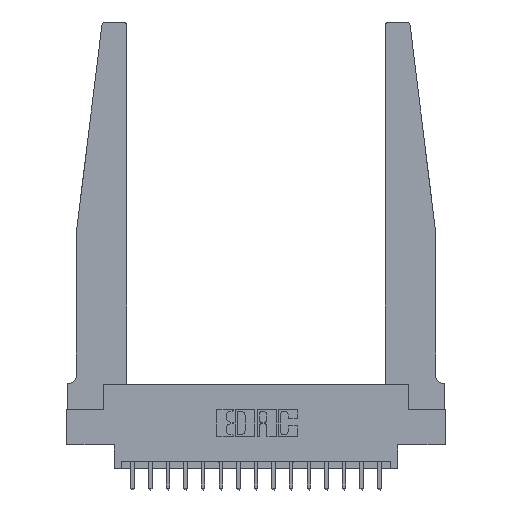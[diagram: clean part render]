
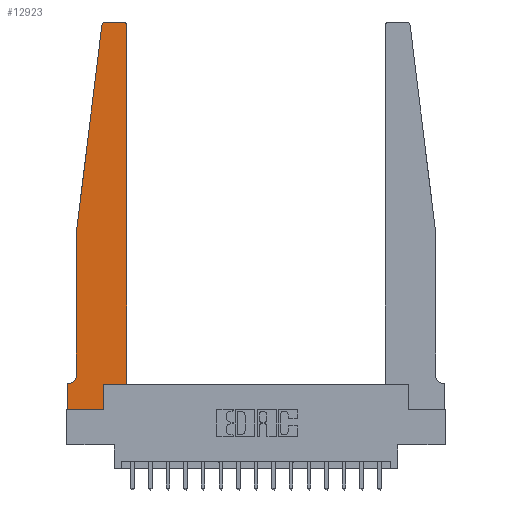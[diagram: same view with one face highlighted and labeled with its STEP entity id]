
A CAD part, top view. The second image highlights one B-rep face of the part: STEP entity #12923.
In plain terms, the highlighted planar face has unit normal (0, 0, 1).
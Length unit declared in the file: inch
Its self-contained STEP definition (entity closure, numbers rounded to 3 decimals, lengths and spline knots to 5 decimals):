
#164 = VERTEX_POINT ( 'NONE', #7007 ) ;
#246 = DIRECTION ( 'NONE',  ( 1., 0., 0. ) ) ;
#559 = EDGE_CURVE ( 'NONE', #1543, #8395, #5465, .T. ) ;
#788 = EDGE_CURVE ( 'NONE', #18676, #18419, #12371, .T. ) ;
#1263 = LINE ( 'NONE', #4300, #14106 ) ;
#1387 = CARTESIAN_POINT ( 'NONE',  ( 0.015, 0.1875, 0.37 ) ) ;
#1543 = VERTEX_POINT ( 'NONE', #11770 ) ;
#1787 = CARTESIAN_POINT ( 'NONE',  ( 0.2605, 0., 0.37 ) ) ;
#1855 = VECTOR ( 'NONE', #6884, 39.37008 ) ;
#1929 = EDGE_CURVE ( 'NONE', #18419, #8552, #7180, .T. ) ;
#1998 = EDGE_CURVE ( 'NONE', #13865, #18676, #15634, .T. ) ;
#2009 = CARTESIAN_POINT ( 'NONE',  ( 0.395, 2.72, 0.37 ) ) ;
#2066 = ORIENTED_EDGE ( 'NONE', *, *, #559, .T. ) ;
#2083 = DIRECTION ( 'NONE',  ( 1., 0., 0. ) ) ;
#2244 = VECTOR ( 'NONE', #11070, 39.37008 ) ;
#2289 = DIRECTION ( 'NONE',  ( 1., 0., 0. ) ) ;
#2667 = AXIS2_PLACEMENT_3D ( 'NONE', #11952, #16228, #4722 ) ;
#2941 = CARTESIAN_POINT ( 'NONE',  ( 0.065, 0.1875, 0.37 ) ) ;
#3875 = CARTESIAN_POINT ( 'NONE',  ( 0., 0.1875, 0.37 ) ) ;
#4300 = CARTESIAN_POINT ( 'NONE',  ( 0.065, 1.25, 0.37 ) ) ;
#4302 = CARTESIAN_POINT ( 'NONE',  ( 0.065, 0.2375, 0.37 ) ) ;
#4395 = VECTOR ( 'NONE', #2289, 39.37008 ) ;
#4572 = CARTESIAN_POINT ( 'NONE',  ( 0.27653, 2.72, 0.37 ) ) ;
#4625 = LINE ( 'NONE', #13296, #12544 ) ;
#4722 = DIRECTION ( 'NONE',  ( -1., 0., 0. ) ) ;
#4787 = ORIENTED_EDGE ( 'NONE', *, *, #16401, .T. ) ;
#5088 = ORIENTED_EDGE ( 'NONE', *, *, #1998, .T. ) ;
#5198 = VECTOR ( 'NONE', #8614, 39.37008 ) ;
#5269 = CARTESIAN_POINT ( 'NONE',  ( 0.25, 2.75, 0.37 ) ) ;
#5465 = LINE ( 'NONE', #11258, #10761 ) ;
#6251 = CARTESIAN_POINT ( 'NONE',  ( 0.425, 2.72, 0.37 ) ) ;
#6354 = VERTEX_POINT ( 'NONE', #11308 ) ;
#6376 = FACE_OUTER_BOUND ( 'NONE', #16832, .T. ) ;
#6390 = DIRECTION ( 'NONE',  ( 0., 0., 1. ) ) ;
#6816 = CARTESIAN_POINT ( 'NONE',  ( 0.27653, 2.75, 0.37 ) ) ;
#6884 = DIRECTION ( 'NONE',  ( -0.122, -0.992, 0. ) ) ;
#7007 = CARTESIAN_POINT ( 'NONE',  ( 0.065, 1.25, 0.37 ) ) ;
#7100 = EDGE_CURVE ( 'NONE', #17739, #16013, #12089, .T. ) ;
#7180 = LINE ( 'NONE', #15531, #10375 ) ;
#7548 = AXIS2_PLACEMENT_3D ( 'NONE', #4572, #13050, #11727 ) ;
#7840 = CIRCLE ( 'NONE', #7548, 0.03 ) ;
#7910 = ORIENTED_EDGE ( 'NONE', *, *, #7100, .T. ) ;
#7987 = EDGE_CURVE ( 'NONE', #18713, #6354, #7840, .T. ) ;
#8395 = VERTEX_POINT ( 'NONE', #6251 ) ;
#8552 = VERTEX_POINT ( 'NONE', #11263 ) ;
#8614 = DIRECTION ( 'NONE',  ( 0., -1., 0. ) ) ;
#8678 = DIRECTION ( 'NONE',  ( -1., 0., 0. ) ) ;
#8720 = VECTOR ( 'NONE', #8678, 39.37008 ) ;
#9117 = ORIENTED_EDGE ( 'NONE', *, *, #11265, .T. ) ;
#9266 = CARTESIAN_POINT ( 'NONE',  ( 0., 0., 0.37 ) ) ;
#9469 = CIRCLE ( 'NONE', #17344, 0.03 ) ;
#9504 = AXIS2_PLACEMENT_3D ( 'NONE', #3875, #11031, #2083 ) ;
#10375 = VECTOR ( 'NONE', #11554, 39.37008 ) ;
#10630 = ORIENTED_EDGE ( 'NONE', *, *, #7987, .T. ) ;
#10725 = CARTESIAN_POINT ( 'NONE',  ( 0., 0., 0.37 ) ) ;
#10761 = VECTOR ( 'NONE', #16861, 39.37008 ) ;
#10849 = ORIENTED_EDGE ( 'NONE', *, *, #18096, .T. ) ;
#11031 = DIRECTION ( 'NONE',  ( 0., 0., 1. ) ) ;
#11070 = DIRECTION ( 'NONE',  ( -1., 0., 0. ) ) ;
#11258 = CARTESIAN_POINT ( 'NONE',  ( 0.425, 0.18, 0.37 ) ) ;
#11263 = CARTESIAN_POINT ( 'NONE',  ( 0.2605, 0.18, 0.37 ) ) ;
#11265 = EDGE_CURVE ( 'NONE', #6354, #164, #17415, .T. ) ;
#11268 = ORIENTED_EDGE ( 'NONE', *, *, #16294, .T. ) ;
#11284 = ORIENTED_EDGE ( 'NONE', *, *, #11451, .T. ) ;
#11308 = CARTESIAN_POINT ( 'NONE',  ( 0.24675, 2.72367, 0.37 ) ) ;
#11451 = EDGE_CURVE ( 'NONE', #8395, #13947, #9469, .T. ) ;
#11459 = CARTESIAN_POINT ( 'NONE',  ( 0., 0., 0.37 ) ) ;
#11554 = DIRECTION ( 'NONE',  ( 0., 1., 0. ) ) ;
#11727 = DIRECTION ( 'NONE',  ( 1., 0., 0. ) ) ;
#11770 = CARTESIAN_POINT ( 'NONE',  ( 0.425, 0.18, 0.37 ) ) ;
#11952 = CARTESIAN_POINT ( 'NONE',  ( 0.015, 0.2375, 0.37 ) ) ;
#12089 = CIRCLE ( 'NONE', #2667, 0.05 ) ;
#12190 = DIRECTION ( 'NONE',  ( 1., 0., 0. ) ) ;
#12371 = LINE ( 'NONE', #9266, #4395 ) ;
#12424 = ORIENTED_EDGE ( 'NONE', *, *, #788, .T. ) ;
#12544 = VECTOR ( 'NONE', #246, 39.37008 ) ;
#12923 = ADVANCED_FACE ( 'NONE', ( #6376 ), #15296, .T. ) ;
#13050 = DIRECTION ( 'NONE',  ( 0., 0., 1. ) ) ;
#13150 = CARTESIAN_POINT ( 'NONE',  ( 0., 0.1875, 0.37 ) ) ;
#13296 = CARTESIAN_POINT ( 'NONE',  ( 0.425, 0.18, 0.37 ) ) ;
#13431 = CARTESIAN_POINT ( 'NONE',  ( 0.395, 2.75, 0.37 ) ) ;
#13626 = EDGE_CURVE ( 'NONE', #8552, #1543, #4625, .T. ) ;
#13865 = VERTEX_POINT ( 'NONE', #13150 ) ;
#13947 = VERTEX_POINT ( 'NONE', #13431 ) ;
#14106 = VECTOR ( 'NONE', #15704, 39.37008 ) ;
#14356 = ORIENTED_EDGE ( 'NONE', *, *, #1929, .T. ) ;
#15296 = PLANE ( 'NONE',  #9504 ) ;
#15531 = CARTESIAN_POINT ( 'NONE',  ( 0.2605, 0.18, 0.37 ) ) ;
#15634 = LINE ( 'NONE', #11459, #5198 ) ;
#15704 = DIRECTION ( 'NONE',  ( 0., -1., 0. ) ) ;
#15780 = LINE ( 'NONE', #2941, #8720 ) ;
#16013 = VERTEX_POINT ( 'NONE', #1387 ) ;
#16228 = DIRECTION ( 'NONE',  ( 0., 0., -1. ) ) ;
#16294 = EDGE_CURVE ( 'NONE', #13947, #18713, #18266, .T. ) ;
#16401 = EDGE_CURVE ( 'NONE', #164, #17739, #1263, .T. ) ;
#16832 = EDGE_LOOP ( 'NONE', ( #11268, #10630, #9117, #4787, #7910, #10849, #5088, #12424, #14356, #18641, #2066, #11284 ) ) ;
#16861 = DIRECTION ( 'NONE',  ( 0., 1., 0. ) ) ;
#17344 = AXIS2_PLACEMENT_3D ( 'NONE', #2009, #6390, #12190 ) ;
#17415 = LINE ( 'NONE', #18662, #1855 ) ;
#17739 = VERTEX_POINT ( 'NONE', #4302 ) ;
#18096 = EDGE_CURVE ( 'NONE', #16013, #13865, #15780, .T. ) ;
#18266 = LINE ( 'NONE', #5269, #2244 ) ;
#18419 = VERTEX_POINT ( 'NONE', #1787 ) ;
#18641 = ORIENTED_EDGE ( 'NONE', *, *, #13626, .T. ) ;
#18662 = CARTESIAN_POINT ( 'NONE',  ( 0.065, 1.25, 0.37 ) ) ;
#18676 = VERTEX_POINT ( 'NONE', #10725 ) ;
#18713 = VERTEX_POINT ( 'NONE', #6816 ) ;
